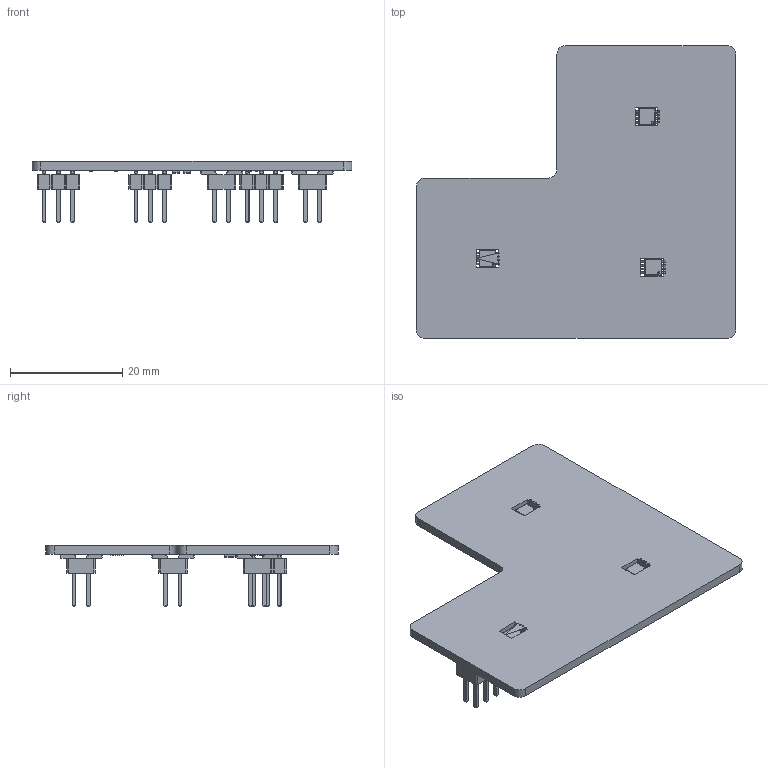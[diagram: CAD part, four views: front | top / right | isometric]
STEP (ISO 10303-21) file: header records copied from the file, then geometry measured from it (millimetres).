
FILE_DESCRIPTION(('KiCad electronic assembly'),'2;1');
FILE_NAME('perovskite_contact_board.step','2022-11-07T19:00:02',( 'An Author'),('A Company'),'Open CASCADE STEP processor 7.5', 'KiCad to STEP converter','Unknown');
FILE_SCHEMA(('AUTOMOTIVE_DESIGN { 1 0 10303 214 1 1 1 1 }'));
Length unit declared in the file: millimetre
Products named in the file (8): Open CASCADE STEP translator 7.5 1; MCP9801-M_MS; COMPOUND; R_0805_2012Metric; SOLID; PinHeader_2x03_P2.54mm_Vertical_SMD
Assembly tree (15 placements, depth 3):
  Open CASCADE STEP translator 7.5 1
    MCP9801-M_MS  x3
      COMPOUND
    R_0805_2012Metric  x2
      SOLID
    PinHeader_2x03_P2.54mm_Vertical_SMD  x6
      SOLID
    COMPOUND
Bounding box: 57 x 52.2 x 10.95 mm (x, y, z)
Volume: 4488.1 mm3; surface area: 6883.6 mm2
Topology: 36 solids, 36 shells, 1369 faces, 3352 edges, 2109 vertices
Faces by surface type: plane 1196, cylinder 173
Full cylindrical faces by diameter (mm): 0.3 x8, 0.375 x3
Entity records: 22959 total; most frequent: CARTESIAN_POINT 3819, DIRECTION 3378, LINE 2302, VECTOR 2302, ORIENTED_EDGE 1728, PCURVE 1720, DEFINITIONAL_REPRESENTATION 1720, EDGE_CURVE 860
